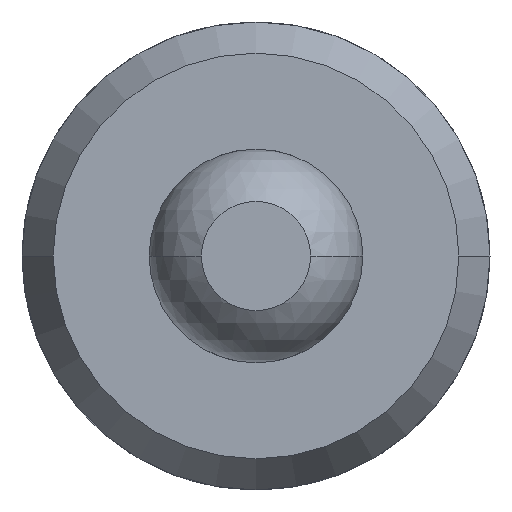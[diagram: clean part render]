
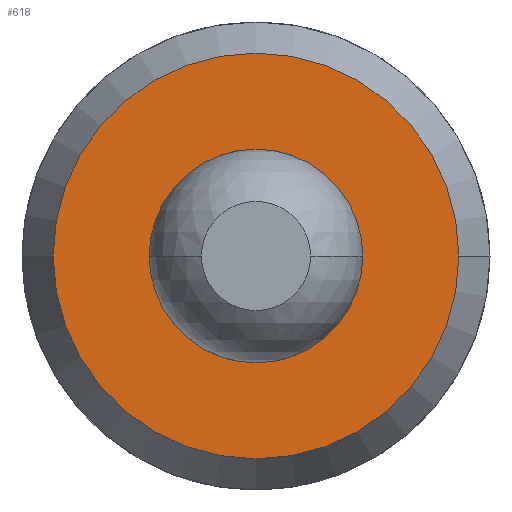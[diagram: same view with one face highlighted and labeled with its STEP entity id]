
A CAD part, front view. The second image highlights one B-rep face of the part: STEP entity #618.
In plain terms, the highlighted planar face has unit normal (0, -1, 0).
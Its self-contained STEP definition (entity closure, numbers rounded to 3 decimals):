
#197 = AXIS2_PLACEMENT_3D ( 'NONE', #787, #5266, #814 ) ;
#279 = CIRCLE ( 'NONE', #1806, 0.45 ) ;
#362 = CARTESIAN_POINT ( 'NONE',  ( 1.3, 6.4, 0. ) ) ;
#492 = ORIENTED_EDGE ( 'NONE', *, *, #4545, .T. ) ;
#618 = ADVANCED_FACE ( 'Defeature ausgef�hrt1_33', ( #4501, #1741 ), #4580, .F. ) ;
#668 = DIRECTION ( 'NONE',  ( -1., 0., 0. ) ) ;
#710 = DIRECTION ( 'NONE',  ( -1., 0., 0. ) ) ;
#787 = CARTESIAN_POINT ( 'NONE',  ( 0., 6.4, 0. ) ) ;
#814 = DIRECTION ( 'NONE',  ( -1., 0., 0. ) ) ;
#1095 = CARTESIAN_POINT ( 'NONE',  ( 1.5, 6.4, 0. ) ) ;
#1262 = VERTEX_POINT ( 'NONE', #362 ) ;
#1394 = ORIENTED_EDGE ( 'NONE', *, *, #3101, .T. ) ;
#1396 = CIRCLE ( 'NONE', #197, 1.3 ) ;
#1590 = CIRCLE ( 'NONE', #2578, 0.45 ) ;
#1700 = EDGE_LOOP ( 'NONE', ( #2586, #1394 ) ) ;
#1741 = FACE_BOUND ( 'NONE', #4381, .T. ) ;
#1806 = AXIS2_PLACEMENT_3D ( 'NONE', #2550, #2492, #4247 ) ;
#2492 = DIRECTION ( 'NONE',  ( 0., 1., 0. ) ) ;
#2550 = CARTESIAN_POINT ( 'NONE',  ( 0., 6.4, 0. ) ) ;
#2571 = CARTESIAN_POINT ( 'NONE',  ( -1.3, 6.4, 0. ) ) ;
#2578 = AXIS2_PLACEMENT_3D ( 'NONE', #3843, #4706, #710 ) ;
#2586 = ORIENTED_EDGE ( 'NONE', *, *, #5241, .T. ) ;
#2618 = CIRCLE ( 'NONE', #5370, 1.3 ) ;
#3101 = EDGE_CURVE ( 'Defeature ausgef�hrt1_33+Defeature ausgef�hrt1_34+Defeature ausgef�hrt1_34+Defeature ausgef�hrt1_34', #1262, #5553, #2618, .T. ) ;
#3657 = EDGE_CURVE ( 'Defeature ausgef�hrt1_33+Defeature ausgef�hrt1_6+Defeature ausgef�hrt1_6+Defeature ausgef�hrt1_6', #5295, #4792, #1590, .T. ) ;
#3668 = DIRECTION ( 'NONE',  ( 0., -1., 0. ) ) ;
#3843 = CARTESIAN_POINT ( 'NONE',  ( 0., 6.4, 0. ) ) ;
#4247 = DIRECTION ( 'NONE',  ( -1., 0., 0. ) ) ;
#4379 = CARTESIAN_POINT ( 'NONE',  ( 0.45, 6.4, 0. ) ) ;
#4381 = EDGE_LOOP ( 'NONE', ( #492, #4697 ) ) ;
#4501 = FACE_OUTER_BOUND ( 'NONE', #1700, .T. ) ;
#4545 = EDGE_CURVE ( 'Defeature ausgef�hrt1_33+Defeature ausgef�hrt1_6+Defeature ausgef�hrt1_6+Defeature ausgef�hrt1_6', #4792, #5295, #279, .T. ) ;
#4580 = PLANE ( 'NONE',  #5640 ) ;
#4602 = CARTESIAN_POINT ( 'NONE',  ( 0., 6.4, 0. ) ) ;
#4641 = DIRECTION ( 'NONE',  ( -1., 0., 0. ) ) ;
#4646 = DIRECTION ( 'NONE',  ( 0., 1., 0. ) ) ;
#4697 = ORIENTED_EDGE ( 'NONE', *, *, #3657, .T. ) ;
#4706 = DIRECTION ( 'NONE',  ( 0., 1., 0. ) ) ;
#4750 = CARTESIAN_POINT ( 'NONE',  ( -0.45, 6.4, 0. ) ) ;
#4792 = VERTEX_POINT ( 'NONE', #4379 ) ;
#5241 = EDGE_CURVE ( 'Defeature ausgef�hrt1_33+Defeature ausgef�hrt1_34+Defeature ausgef�hrt1_34+Defeature ausgef�hrt1_34', #5553, #1262, #1396, .T. ) ;
#5266 = DIRECTION ( 'NONE',  ( 0., -1., 0. ) ) ;
#5295 = VERTEX_POINT ( 'NONE', #4750 ) ;
#5370 = AXIS2_PLACEMENT_3D ( 'NONE', #4602, #3668, #4641 ) ;
#5553 = VERTEX_POINT ( 'NONE', #2571 ) ;
#5640 = AXIS2_PLACEMENT_3D ( 'NONE', #1095, #4646, #668 ) ;
